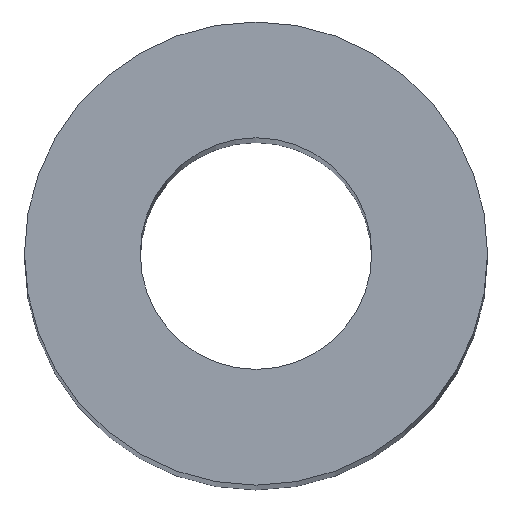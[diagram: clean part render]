
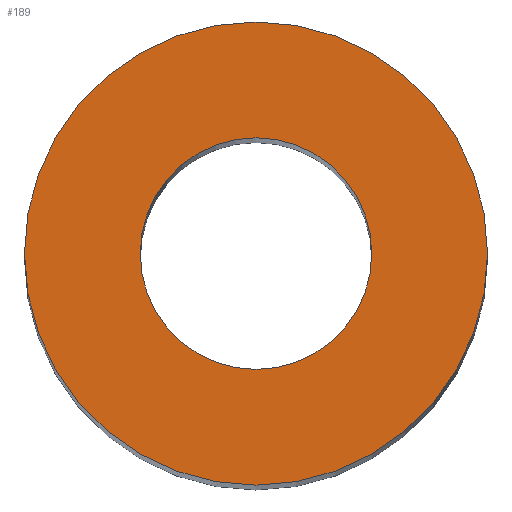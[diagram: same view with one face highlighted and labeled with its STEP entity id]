
A CAD part, top view. The second image highlights one B-rep face of the part: STEP entity #189.
In plain terms, the highlighted planar face has unit normal (0, 0, 1).
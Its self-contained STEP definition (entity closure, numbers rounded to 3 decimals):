
#2 = CARTESIAN_POINT ( 'NONE',  ( 0.01, 0., 0.24 ) ) ;
#4 = CARTESIAN_POINT ( 'NONE',  ( 0., 0., 0.24 ) ) ;
#12 = AXIS2_PLACEMENT_3D ( 'NONE', #4, #97, #139 ) ;
#14 = EDGE_CURVE ( 'NONE', #226, #88, #141, .T. ) ;
#17 = EDGE_LOOP ( 'NONE', ( #194, #169 ) ) ;
#18 = VERTEX_POINT ( 'NONE', #249 ) ;
#23 = DIRECTION ( 'NONE',  ( 1., 0., 0. ) ) ;
#33 = VERTEX_POINT ( 'NONE', #2 ) ;
#42 = CARTESIAN_POINT ( 'NONE',  ( 0.02, 0., 0.24 ) ) ;
#51 = EDGE_LOOP ( 'NONE', ( #150, #231 ) ) ;
#55 = EDGE_CURVE ( 'NONE', #18, #33, #75, .T. ) ;
#59 = FACE_OUTER_BOUND ( 'NONE', #51, .T. ) ;
#60 = DIRECTION ( 'NONE',  ( 0., 0., 1. ) ) ;
#75 = CIRCLE ( 'NONE', #133, 0.01 ) ;
#88 = VERTEX_POINT ( 'NONE', #175 ) ;
#94 = AXIS2_PLACEMENT_3D ( 'NONE', #218, #96, #140 ) ;
#96 = DIRECTION ( 'NONE',  ( 0., 0., 1. ) ) ;
#97 = DIRECTION ( 'NONE',  ( 0., 0., 1. ) ) ;
#98 = AXIS2_PLACEMENT_3D ( 'NONE', #148, #129, #114 ) ;
#103 = EDGE_CURVE ( 'NONE', #33, #18, #120, .T. ) ;
#114 = DIRECTION ( 'NONE',  ( 1., 0., 0. ) ) ;
#120 = CIRCLE ( 'NONE', #12, 0.01 ) ;
#129 = DIRECTION ( 'NONE',  ( 0., 0., 1. ) ) ;
#132 = DIRECTION ( 'NONE',  ( 1., 0., 0. ) ) ;
#133 = AXIS2_PLACEMENT_3D ( 'NONE', #170, #248, #132 ) ;
#139 = DIRECTION ( 'NONE',  ( 1., 0., 0. ) ) ;
#140 = DIRECTION ( 'NONE',  ( 1., 0., 0. ) ) ;
#141 = CIRCLE ( 'NONE', #98, 0.02 ) ;
#142 = CARTESIAN_POINT ( 'NONE',  ( 0., 0., 0.24 ) ) ;
#148 = CARTESIAN_POINT ( 'NONE',  ( 0., 0., 0.24 ) ) ;
#150 = ORIENTED_EDGE ( 'NONE', *, *, #215, .T. ) ;
#169 = ORIENTED_EDGE ( 'NONE', *, *, #103, .F. ) ;
#170 = CARTESIAN_POINT ( 'NONE',  ( 0., 0., 0.24 ) ) ;
#175 = CARTESIAN_POINT ( 'NONE',  ( -0.02, 0., 0.24 ) ) ;
#179 = FACE_BOUND ( 'NONE', #17, .T. ) ;
#189 = ADVANCED_FACE ( 'NONE', ( #179, #59 ), #235, .T. ) ;
#194 = ORIENTED_EDGE ( 'NONE', *, *, #55, .F. ) ;
#196 = AXIS2_PLACEMENT_3D ( 'NONE', #142, #60, #23 ) ;
#215 = EDGE_CURVE ( 'NONE', #88, #226, #216, .T. ) ;
#216 = CIRCLE ( 'NONE', #94, 0.02 ) ;
#218 = CARTESIAN_POINT ( 'NONE',  ( 0., 0., 0.24 ) ) ;
#226 = VERTEX_POINT ( 'NONE', #42 ) ;
#231 = ORIENTED_EDGE ( 'NONE', *, *, #14, .T. ) ;
#235 = PLANE ( 'NONE',  #196 ) ;
#248 = DIRECTION ( 'NONE',  ( 0., 0., 1. ) ) ;
#249 = CARTESIAN_POINT ( 'NONE',  ( -0.01, 0., 0.24 ) ) ;
